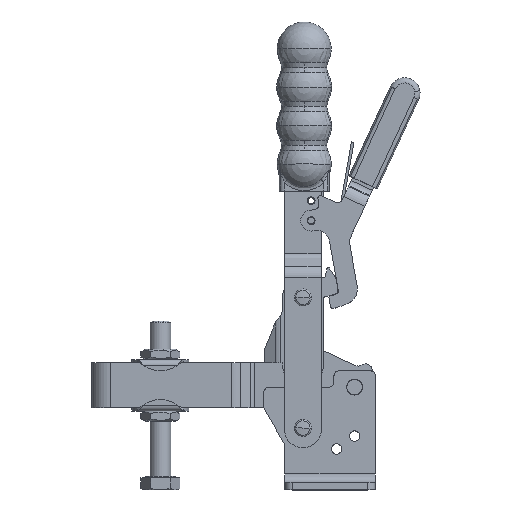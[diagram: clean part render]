
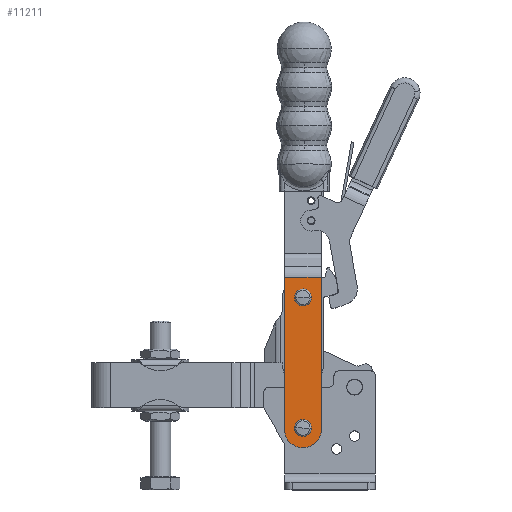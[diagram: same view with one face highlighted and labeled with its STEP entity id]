
A CAD part, top view. The second image highlights one B-rep face of the part: STEP entity #11211.
In plain terms, the highlighted planar face has unit normal (0, 0, 1).
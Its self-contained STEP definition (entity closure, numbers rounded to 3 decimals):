
#5073=CARTESIAN_POINT('',(2.113,14.72,9.));
#5074=VERTEX_POINT('',#5073);
#5083=CARTESIAN_POINT('',(-0.08,19.608,9.));
#5084=VERTEX_POINT('',#5083);
#5085=CARTESIAN_POINT('',(6.917,19.811,9.));
#5086=DIRECTION('',(0.,0.,-1.0));
#5087=DIRECTION('',(-0.686,-0.727,0.));
#5088=AXIS2_PLACEMENT_3D('',#5085,#5086,#5087);
#5089=CIRCLE('',#5088,7.);
#5090=EDGE_CURVE('',#5074,#5084,#5089,.T.);
#5115=CARTESIAN_POINT('',(12.208,15.012,9.));
#5116=VERTEX_POINT('',#5115);
#5125=CARTESIAN_POINT('',(7.32,12.819,9.));
#5126=VERTEX_POINT('',#5125);
#5127=CARTESIAN_POINT('',(7.117,19.817,9.));
#5128=DIRECTION('',(0.,0.,-1.0));
#5129=DIRECTION('',(0.727,-0.686,0.));
#5130=AXIS2_PLACEMENT_3D('',#5127,#5128,#5129);
#5131=CIRCLE('',#5130,7.);
#5132=EDGE_CURVE('',#5116,#5126,#5131,.T.);
#6273=CARTESIAN_POINT('',(2.538,70.872,9.));
#6274=VERTEX_POINT('',#6273);
#6282=CARTESIAN_POINT('',(8.538,70.872,9.));
#6283=VERTEX_POINT('',#6282);
#6284=CARTESIAN_POINT('',(5.538,70.872,9.));
#6285=DIRECTION('',(0.,0.,1.));
#6286=DIRECTION('',(1.,0.029,0.));
#6287=AXIS2_PLACEMENT_3D('',#6284,#6285,#6286);
#6288=CIRCLE('',#6287,3.);
#6289=EDGE_CURVE('',#6274,#6283,#6288,.T.);
#6638=CARTESIAN_POINT('',(4.,20.413,9.));
#6639=VERTEX_POINT('',#6638);
#6647=CARTESIAN_POINT('',(10.,20.413,9.));
#6648=VERTEX_POINT('',#6647);
#6649=CARTESIAN_POINT('',(7.,20.413,9.));
#6650=DIRECTION('',(0.,0.,-1.));
#6651=DIRECTION('',(-1.,-0.029,0.));
#6652=AXIS2_PLACEMENT_3D('',#6649,#6650,#6651);
#6653=CIRCLE('',#6652,3.0);
#6654=EDGE_CURVE('',#6648,#6639,#6653,.T.);
#9389=CARTESIAN_POINT('',(9.999,20.5,9.));
#9390=VERTEX_POINT('',#9389);
#9391=CARTESIAN_POINT('',(7.,20.413,9.));
#9392=DIRECTION('',(0.,0.,-1.));
#9393=DIRECTION('',(-1.,-0.029,0.));
#9394=AXIS2_PLACEMENT_3D('',#9391,#9392,#9393);
#9395=CIRCLE('',#9394,3.0);
#9396=EDGE_CURVE('',#9390,#6648,#9395,.T.);
#9398=CARTESIAN_POINT('',(7.,20.413,9.));
#9399=DIRECTION('',(0.,0.,-1.));
#9400=DIRECTION('',(-1.,-0.029,0.));
#9401=AXIS2_PLACEMENT_3D('',#9398,#9399,#9400);
#9402=CIRCLE('',#9401,3.0);
#9403=EDGE_CURVE('',#6639,#9390,#9402,.T.);
#9662=CARTESIAN_POINT('',(8.537,70.959,9.));
#9663=VERTEX_POINT('',#9662);
#9664=CARTESIAN_POINT('',(5.538,70.872,9.));
#9665=DIRECTION('',(0.,0.,1.));
#9666=DIRECTION('',(1.,0.029,0.));
#9667=AXIS2_PLACEMENT_3D('',#9664,#9665,#9666);
#9668=CIRCLE('',#9667,3.);
#9669=EDGE_CURVE('',#6283,#9663,#9668,.T.);
#9671=CARTESIAN_POINT('',(5.538,70.872,9.));
#9672=DIRECTION('',(0.,0.,1.));
#9673=DIRECTION('',(1.,0.029,0.));
#9674=AXIS2_PLACEMENT_3D('',#9671,#9672,#9673);
#9675=CIRCLE('',#9674,3.);
#9676=EDGE_CURVE('',#9663,#6274,#9675,.T.);
#10120=CARTESIAN_POINT('',(12.411,78.84,9.));
#10121=VERTEX_POINT('',#10120);
#10129=CARTESIAN_POINT('',(14.114,20.019,9.));
#10130=VERTEX_POINT('',#10129);
#10131=CARTESIAN_POINT('',(14.114,20.019,9.));
#10132=DIRECTION('',(-0.029,1.,0.0));
#10133=VECTOR('',#10132,58.845);
#10134=LINE('',#10131,#10133);
#10135=EDGE_CURVE('',#10130,#10121,#10134,.T.);
#10943=CARTESIAN_POINT('',(7.117,19.817,9.));
#10944=DIRECTION('',(0.,0.,-1.0));
#10945=DIRECTION('',(0.727,-0.686,0.));
#10946=AXIS2_PLACEMENT_3D('',#10943,#10944,#10945);
#10947=CIRCLE('',#10946,7.);
#10948=EDGE_CURVE('',#10130,#5116,#10947,.T.);
#11035=CARTESIAN_POINT('',(-1.784,78.429,9.));
#11036=VERTEX_POINT('',#11035);
#11037=CARTESIAN_POINT('',(-0.08,19.608,9.));
#11038=DIRECTION('',(-0.029,1.,0.0));
#11039=VECTOR('',#11038,58.845);
#11040=LINE('',#11037,#11039);
#11041=EDGE_CURVE('',#5084,#11036,#11040,.T.);
#11078=CARTESIAN_POINT('',(7.12,12.814,9.));
#11079=VERTEX_POINT('',#11078);
#11086=CARTESIAN_POINT('',(6.917,19.811,9.));
#11087=DIRECTION('',(0.,0.,-1.0));
#11088=DIRECTION('',(-0.686,-0.727,0.));
#11089=AXIS2_PLACEMENT_3D('',#11086,#11087,#11088);
#11090=CIRCLE('',#11089,7.);
#11091=EDGE_CURVE('',#11079,#5074,#11090,.T.);
#11126=CARTESIAN_POINT('',(-1.784,78.429,9.));
#11127=DIRECTION('',(1.,0.029,0.0));
#11128=VECTOR('',#11127,14.2);
#11129=LINE('',#11126,#11128);
#11130=EDGE_CURVE('',#11036,#10121,#11129,.T.);
#11181=CARTESIAN_POINT('',(14.317,13.022,9.));
#11182=DIRECTION('',(0.0,0.0,-1.0));
#11183=DIRECTION('',(1.,0.029,0.0));
#11184=AXIS2_PLACEMENT_3D('',#11181,#11182,#11183);
#11185=PLANE('',#11184);
#11186=ORIENTED_EDGE('',*,*,#10948,.F.);
#11187=ORIENTED_EDGE('',*,*,#10135,.T.);
#11188=ORIENTED_EDGE('',*,*,#11130,.F.);
#11189=ORIENTED_EDGE('',*,*,#11041,.F.);
#11190=ORIENTED_EDGE('',*,*,#5090,.F.);
#11191=ORIENTED_EDGE('',*,*,#11091,.F.);
#11192=CARTESIAN_POINT('',(7.32,12.819,9.));
#11193=DIRECTION('',(-1.,-0.029,0.0));
#11194=VECTOR('',#11193,0.2);
#11195=LINE('',#11192,#11194);
#11196=EDGE_CURVE('',#5126,#11079,#11195,.T.);
#11197=ORIENTED_EDGE('',*,*,#11196,.F.);
#11198=ORIENTED_EDGE('',*,*,#5132,.F.);
#11199=EDGE_LOOP('',(#11186,#11187,#11188,#11189,#11190,#11191,#11197,#11198));
#11200=FACE_OUTER_BOUND('',#11199,.T.);
#11201=ORIENTED_EDGE('',*,*,#9396,.T.);
#11202=ORIENTED_EDGE('',*,*,#6654,.T.);
#11203=ORIENTED_EDGE('',*,*,#9403,.T.);
#11204=EDGE_LOOP('',(#11201,#11202,#11203));
#11205=FACE_BOUND('',#11204,.T.);
#11206=ORIENTED_EDGE('',*,*,#9676,.F.);
#11207=ORIENTED_EDGE('',*,*,#9669,.F.);
#11208=ORIENTED_EDGE('',*,*,#6289,.F.);
#11209=EDGE_LOOP('',(#11206,#11207,#11208));
#11210=FACE_BOUND('',#11209,.T.);
#11211=ADVANCED_FACE('',(#11200,#11205,#11210),#11185,.F.);
